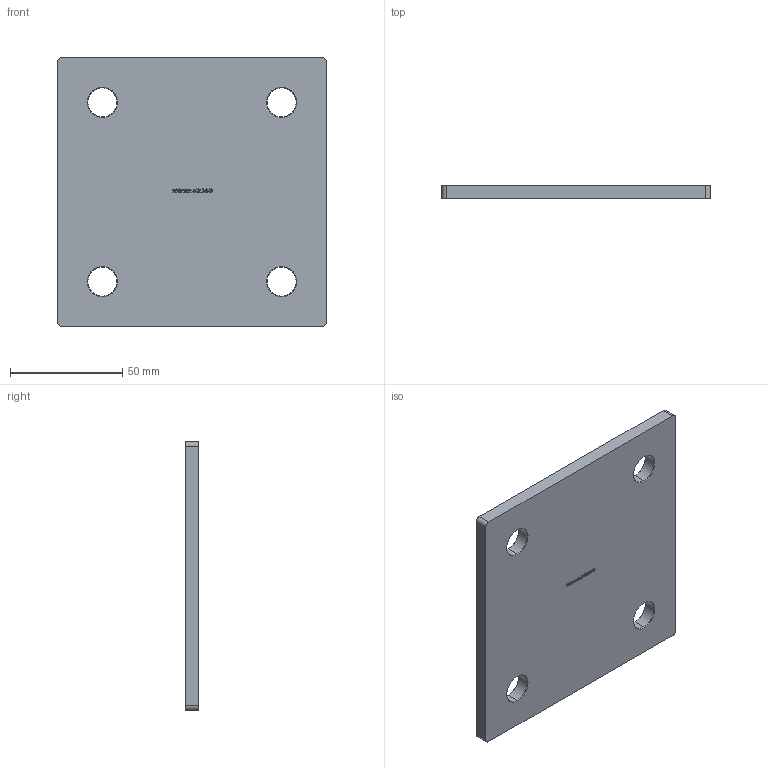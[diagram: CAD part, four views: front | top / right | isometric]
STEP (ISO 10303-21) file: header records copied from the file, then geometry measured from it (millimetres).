
FILE_DESCRIPTION (( 'STEP AP203' ), '1' );
FILE_NAME ('54212-240.step', '2020-10-21T10:53:34', ( '' ), ( '' ), 'SwSTEP 2.0', 'SolidWorks 2018', '' );
FILE_SCHEMA (( 'CONFIG_CONTROL_DESIGN' ));
Length unit declared in the file: millimetre
Products named in the file (2): 54212-240
Bounding box: 120 x 6 x 120 mm (x, y, z)
Volume: 83182.9 mm3; surface area: 31533.1 mm2
Topology: 1 solids, 1 shells, 254 faces, 671 edges, 442 vertices
Faces by surface type: plane 143, bspline 83, cone 16, cylinder 12
Entity records: 12476 total; most frequent: CARTESIAN_POINT 6548, ORIENTED_EDGE 1342, DIRECTION 891, EDGE_CURVE 671, VECTOR 465, LINE 465, VERTEX_POINT 442, EDGE_LOOP 285
